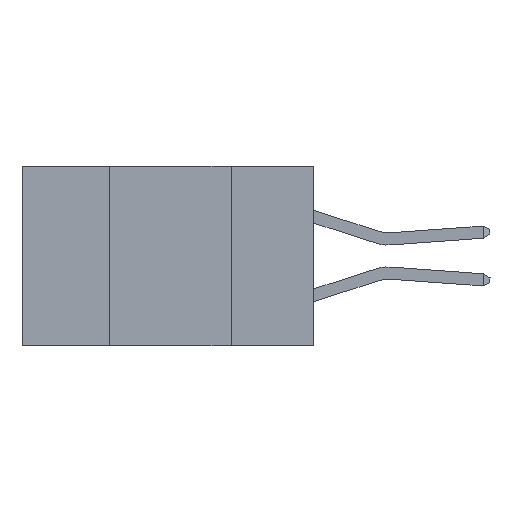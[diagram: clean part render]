
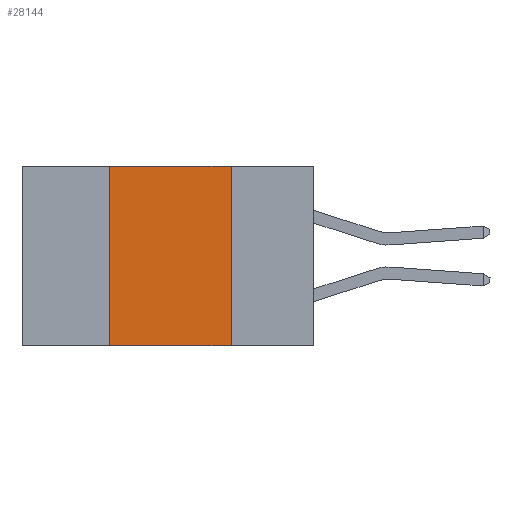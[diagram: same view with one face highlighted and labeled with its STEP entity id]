
A CAD part, left-side view. The second image highlights one B-rep face of the part: STEP entity #28144.
In plain terms, the highlighted planar face has unit normal (-1, 0, 0).
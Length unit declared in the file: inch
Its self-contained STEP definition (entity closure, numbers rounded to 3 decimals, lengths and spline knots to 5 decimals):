
#759 = CARTESIAN_POINT ( 'NONE',  ( 0., 0.6, 0. ) ) ;
#1454 = CARTESIAN_POINT ( 'NONE',  ( 0., 0.6, -0.37 ) ) ;
#1815 = CARTESIAN_POINT ( 'NONE',  ( 0., 0.42, 0. ) ) ;
#2846 = VERTEX_POINT ( 'NONE', #20245 ) ;
#4120 = EDGE_CURVE ( 'NONE', #16174, #5633, #15766, .T. ) ;
#5633 = VERTEX_POINT ( 'NONE', #31795 ) ;
#5675 = VECTOR ( 'NONE', #32764, 39.37008 ) ;
#6892 = DIRECTION ( 'NONE',  ( 1., 0., 0. ) ) ;
#7980 = EDGE_CURVE ( 'NONE', #5633, #2846, #29860, .T. ) ;
#8091 = LINE ( 'NONE', #26352, #9068 ) ;
#9068 = VECTOR ( 'NONE', #35789, 39.37008 ) ;
#9220 = ORIENTED_EDGE ( 'NONE', *, *, #4120, .F. ) ;
#11255 = CARTESIAN_POINT ( 'NONE',  ( 0., 0.6, 0. ) ) ;
#14344 = DIRECTION ( 'NONE',  ( 0., -1., 0. ) ) ;
#15766 = LINE ( 'NONE', #1815, #19694 ) ;
#16174 = VERTEX_POINT ( 'NONE', #33641 ) ;
#19694 = VECTOR ( 'NONE', #26554, 39.37008 ) ;
#20245 = CARTESIAN_POINT ( 'NONE',  ( 0., 0.17, 0. ) ) ;
#24564 = AXIS2_PLACEMENT_3D ( 'NONE', #759, #6892, #38599 ) ;
#25598 = LINE ( 'NONE', #1454, #5675 ) ;
#25998 = EDGE_LOOP ( 'NONE', ( #31124, #38925, #9220, #29013 ) ) ;
#26352 = CARTESIAN_POINT ( 'NONE',  ( 0., 0.17, 0. ) ) ;
#26554 = DIRECTION ( 'NONE',  ( 0., 0., 1. ) ) ;
#28144 = ADVANCED_FACE ( 'NONE', ( #37446 ), #38469, .F. ) ;
#29013 = ORIENTED_EDGE ( 'NONE', *, *, #34667, .T. ) ;
#29378 = EDGE_CURVE ( 'NONE', #2846, #32316, #8091, .T. ) ;
#29860 = LINE ( 'NONE', #11255, #33308 ) ;
#31124 = ORIENTED_EDGE ( 'NONE', *, *, #29378, .F. ) ;
#31795 = CARTESIAN_POINT ( 'NONE',  ( 0., 0.42, 0. ) ) ;
#32316 = VERTEX_POINT ( 'NONE', #33470 ) ;
#32764 = DIRECTION ( 'NONE',  ( 0., -1., 0. ) ) ;
#33308 = VECTOR ( 'NONE', #14344, 39.37008 ) ;
#33470 = CARTESIAN_POINT ( 'NONE',  ( 0., 0.17, -0.37 ) ) ;
#33641 = CARTESIAN_POINT ( 'NONE',  ( 0., 0.42, -0.37 ) ) ;
#34667 = EDGE_CURVE ( 'NONE', #16174, #32316, #25598, .T. ) ;
#35789 = DIRECTION ( 'NONE',  ( 0., 0., -1. ) ) ;
#37446 = FACE_OUTER_BOUND ( 'NONE', #25998, .T. ) ;
#38469 = PLANE ( 'NONE',  #24564 ) ;
#38599 = DIRECTION ( 'NONE',  ( 0., 0., -1. ) ) ;
#38925 = ORIENTED_EDGE ( 'NONE', *, *, #7980, .F. ) ;
